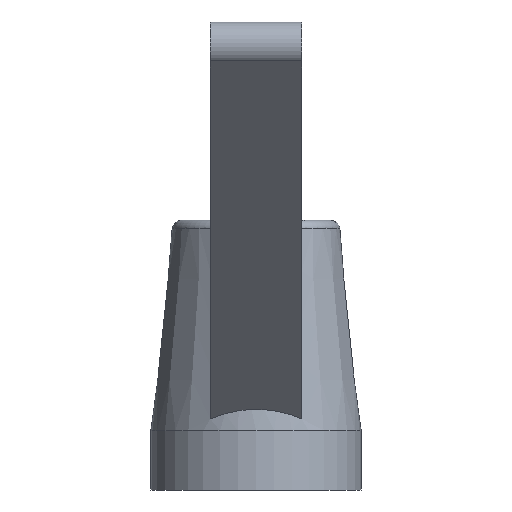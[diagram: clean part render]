
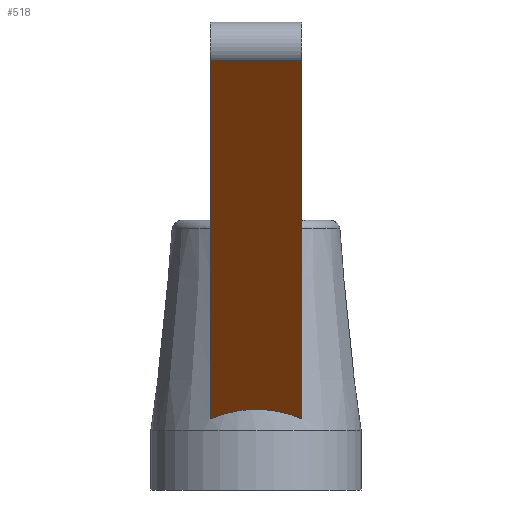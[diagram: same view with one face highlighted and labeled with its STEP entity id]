
A CAD part, left-side view. The second image highlights one B-rep face of the part: STEP entity #518.
In plain terms, the highlighted planar face has unit normal (-0.707, 0, -0.707).
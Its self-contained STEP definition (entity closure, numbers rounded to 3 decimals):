
#31 = CONICAL_SURFACE('',#32,11.5,0.105);
#32 = AXIS2_PLACEMENT_3D('',#33,#34,#35);
#33 = CARTESIAN_POINT('',(0.,0.,6.5));
#34 = DIRECTION('',(-0.,-0.,-1.));
#35 = DIRECTION('',(1.,0.,0.));
#106 = VERTEX_POINT('',#107);
#107 = CARTESIAN_POINT('',(-10.207,-5.,7.774));
#126 = PLANE('',#127);
#127 = AXIS2_PLACEMENT_3D('',#128,#129,#130);
#128 = CARTESIAN_POINT('',(-21.521,-5.,31.384));
#129 = DIRECTION('',(0.,1.,0.));
#130 = DIRECTION('',(0.,0.,1.));
#138 = EDGE_CURVE('',#139,#106,#141,.T.);
#139 = VERTEX_POINT('',#140);
#140 = CARTESIAN_POINT('',(-10.207,5.,7.774));
#141 = SURFACE_CURVE('',#142,(#147,#158),.PCURVE_S1.);
#142 = ELLIPSE('',#143,17.788,12.508);
#143 = AXIS2_PLACEMENT_3D('',#144,#145,#146);
#144 = CARTESIAN_POINT('',(1.322,0.,
    -3.755));
#145 = DIRECTION('',(0.707,0.,0.707));
#146 = DIRECTION('',(0.707,0.,-0.707)
  );
#147 = PCURVE('',#31,#148);
#148 = DEFINITIONAL_REPRESENTATION('',(#149),#157);
#149 = B_SPLINE_CURVE_WITH_KNOTS('',6,(#150,#151,#152,#153,#154,#155,
    #156),.UNSPECIFIED.,.F.,.F.,(7,7),(2.641,3.642),
  .PIECEWISE_BEZIER_KNOTS.);
#150 = CARTESIAN_POINT('',(-2.588,-0.781));
#151 = CARTESIAN_POINT('',(-2.771,-1.787));
#152 = CARTESIAN_POINT('',(-2.956,-2.425));
#153 = CARTESIAN_POINT('',(-3.142,-2.644));
#154 = CARTESIAN_POINT('',(-3.327,-2.425));
#155 = CARTESIAN_POINT('',(-3.512,-1.787));
#156 = CARTESIAN_POINT('',(-3.695,-0.781));
#157 = ( GEOMETRIC_REPRESENTATION_CONTEXT(2) 
PARAMETRIC_REPRESENTATION_CONTEXT() REPRESENTATION_CONTEXT('2D SPACE',''
  ) );
#158 = PCURVE('',#159,#164);
#159 = PLANE('',#160);
#160 = AXIS2_PLACEMENT_3D('',#161,#162,#163);
#161 = CARTESIAN_POINT('',(-49.36,5.,46.926));
#162 = DIRECTION('',(0.707,0.,0.707));
#163 = DIRECTION('',(0.707,0.,-0.707)
  );
#164 = DEFINITIONAL_REPRESENTATION('',(#165),#169);
#165 = ELLIPSE('',#166,17.788,12.508);
#166 = AXIS2_PLACEMENT_2D('',#167,#168);
#167 = CARTESIAN_POINT('',(71.675,-5.));
#168 = DIRECTION('',(1.,0.));
#169 = ( GEOMETRIC_REPRESENTATION_CONTEXT(2) 
PARAMETRIC_REPRESENTATION_CONTEXT() REPRESENTATION_CONTEXT('2D SPACE',''
  ) );
#192 = PLANE('',#193);
#193 = AXIS2_PLACEMENT_3D('',#194,#195,#196);
#194 = CARTESIAN_POINT('',(-21.521,5.,31.384));
#195 = DIRECTION('',(0.,1.,0.));
#196 = DIRECTION('',(0.,0.,1.));
#413 = EDGE_CURVE('',#414,#139,#416,.T.);
#414 = VERTEX_POINT('',#415);
#415 = CARTESIAN_POINT('',(-49.36,5.,46.926));
#416 = SURFACE_CURVE('',#417,(#421,#428),.PCURVE_S1.);
#417 = LINE('',#418,#419);
#418 = CARTESIAN_POINT('',(-49.36,5.,46.926));
#419 = VECTOR('',#420,1.);
#420 = DIRECTION('',(0.707,0.,-0.707)
  );
#421 = PCURVE('',#192,#422);
#422 = DEFINITIONAL_REPRESENTATION('',(#423),#427);
#423 = LINE('',#424,#425);
#424 = CARTESIAN_POINT('',(15.543,-27.839));
#425 = VECTOR('',#426,1.);
#426 = DIRECTION('',(-0.707,0.707));
#427 = ( GEOMETRIC_REPRESENTATION_CONTEXT(2) 
PARAMETRIC_REPRESENTATION_CONTEXT() REPRESENTATION_CONTEXT('2D SPACE',''
  ) );
#428 = PCURVE('',#159,#429);
#429 = DEFINITIONAL_REPRESENTATION('',(#430),#434);
#430 = LINE('',#431,#432);
#431 = CARTESIAN_POINT('',(0.,0.));
#432 = VECTOR('',#433,1.);
#433 = DIRECTION('',(1.,0.));
#434 = ( GEOMETRIC_REPRESENTATION_CONTEXT(2) 
PARAMETRIC_REPRESENTATION_CONTEXT() REPRESENTATION_CONTEXT('2D SPACE',''
  ) );
#457 = CYLINDRICAL_SURFACE('',#458,2.5);
#458 = AXIS2_PLACEMENT_3D('',#459,#460,#461);
#459 = CARTESIAN_POINT('',(-47.592,5.,48.694));
#460 = DIRECTION('',(0.,1.,0.));
#461 = DIRECTION('',(1.,0.,0.));
#518 = ADVANCED_FACE('',(#519),#159,.F.);
#519 = FACE_BOUND('',#520,.F.);
#520 = EDGE_LOOP('',(#521,#522,#545,#566));
#521 = ORIENTED_EDGE('',*,*,#413,.F.);
#522 = ORIENTED_EDGE('',*,*,#523,.T.);
#523 = EDGE_CURVE('',#414,#524,#526,.T.);
#524 = VERTEX_POINT('',#525);
#525 = CARTESIAN_POINT('',(-49.36,-5.,46.926));
#526 = SURFACE_CURVE('',#527,(#531,#538),.PCURVE_S1.);
#527 = LINE('',#528,#529);
#528 = CARTESIAN_POINT('',(-49.36,5.,46.926));
#529 = VECTOR('',#530,1.);
#530 = DIRECTION('',(0.,-1.,0.));
#531 = PCURVE('',#159,#532);
#532 = DEFINITIONAL_REPRESENTATION('',(#533),#537);
#533 = LINE('',#534,#535);
#534 = CARTESIAN_POINT('',(0.,0.));
#535 = VECTOR('',#536,1.);
#536 = DIRECTION('',(0.,-1.));
#537 = ( GEOMETRIC_REPRESENTATION_CONTEXT(2) 
PARAMETRIC_REPRESENTATION_CONTEXT() REPRESENTATION_CONTEXT('2D SPACE',''
  ) );
#538 = PCURVE('',#457,#539);
#539 = DEFINITIONAL_REPRESENTATION('',(#540),#544);
#540 = LINE('',#541,#542);
#541 = CARTESIAN_POINT('',(-3.927,0.));
#542 = VECTOR('',#543,1.);
#543 = DIRECTION('',(-0.,-1.));
#544 = ( GEOMETRIC_REPRESENTATION_CONTEXT(2) 
PARAMETRIC_REPRESENTATION_CONTEXT() REPRESENTATION_CONTEXT('2D SPACE',''
  ) );
#545 = ORIENTED_EDGE('',*,*,#546,.T.);
#546 = EDGE_CURVE('',#524,#106,#547,.T.);
#547 = SURFACE_CURVE('',#548,(#552,#559),.PCURVE_S1.);
#548 = LINE('',#549,#550);
#549 = CARTESIAN_POINT('',(-49.36,-5.,46.926));
#550 = VECTOR('',#551,1.);
#551 = DIRECTION('',(0.707,0.,-0.707)
  );
#552 = PCURVE('',#159,#553);
#553 = DEFINITIONAL_REPRESENTATION('',(#554),#558);
#554 = LINE('',#555,#556);
#555 = CARTESIAN_POINT('',(0.,-10.));
#556 = VECTOR('',#557,1.);
#557 = DIRECTION('',(1.,0.));
#558 = ( GEOMETRIC_REPRESENTATION_CONTEXT(2) 
PARAMETRIC_REPRESENTATION_CONTEXT() REPRESENTATION_CONTEXT('2D SPACE',''
  ) );
#559 = PCURVE('',#126,#560);
#560 = DEFINITIONAL_REPRESENTATION('',(#561),#565);
#561 = LINE('',#562,#563);
#562 = CARTESIAN_POINT('',(15.543,-27.839));
#563 = VECTOR('',#564,1.);
#564 = DIRECTION('',(-0.707,0.707));
#565 = ( GEOMETRIC_REPRESENTATION_CONTEXT(2) 
PARAMETRIC_REPRESENTATION_CONTEXT() REPRESENTATION_CONTEXT('2D SPACE',''
  ) );
#566 = ORIENTED_EDGE('',*,*,#138,.F.);
